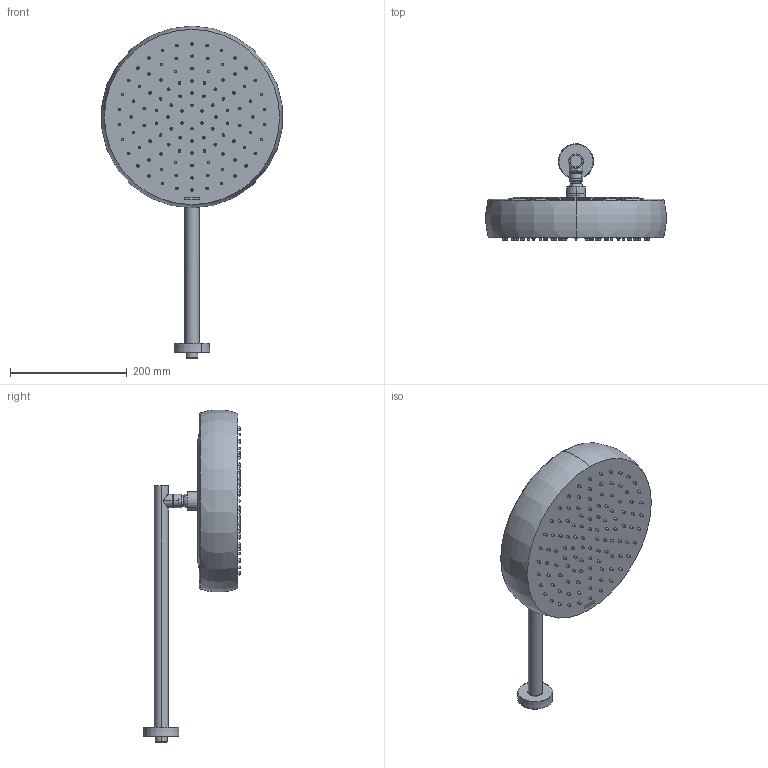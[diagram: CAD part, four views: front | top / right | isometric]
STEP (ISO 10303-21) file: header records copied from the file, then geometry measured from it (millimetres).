
FILE_DESCRIPTION (( 'STEP AP203' ), '1' );
FILE_NAME ('99HP09318.STEP', '2023-11-27T09:02:04', ( '' ), ( '' ), 'SwSTEP 2.0', 'SolidWorks 2021', '' );
FILE_SCHEMA (( 'CONFIG_CONTROL_DESIGN' ));
Length unit declared in the file: millimetre
Products named in the file (1): 99HP09318
Bounding box: 309.42 x 165.69 x 568.6 mm (x, y, z)
Volume: 5085388.5 mm3; surface area: 296583.3 mm2
Topology: 5 solids, 5 shells, 459 faces, 931 edges, 607 vertices
Faces by surface type: cone 246, plane 143, cylinder 46, torus 20, bspline 2, sphere 2
Entity records: 13029 total; most frequent: CARTESIAN_POINT 2714, DIRECTION 2438, ORIENTED_EDGE 1852, AXIS2_PLACEMENT_3D 1062, EDGE_CURVE 926, CIRCLE 604, VERTEX_POINT 604, EDGE_LOOP 594
